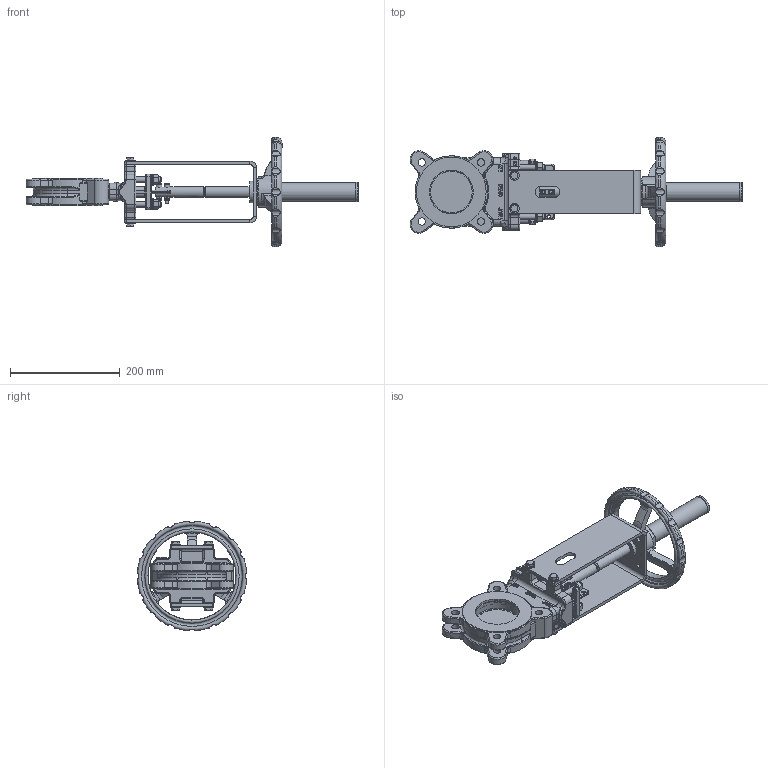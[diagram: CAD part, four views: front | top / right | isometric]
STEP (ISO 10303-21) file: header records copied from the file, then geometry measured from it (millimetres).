
FILE_DESCRIPTION(/* description */ ('Unknown'),/* implementation_level */ '2;1');
FILE_NAME(/* name */ 'ZFI-S-3''''MAUAL RISING',/* time_stamp */ '2023-08-31T15:50:46+05:00',/* author */ ('Unknown'),/* organization */ ('Unknown'),/* preprocessor_version */ 'ST-DEVELOPER v18.102',/* originating_system */ 'Solid Edge',/* authorisation */ 'Unknown');
FILE_SCHEMA (('AUTOMOTIVE_DESIGN {1 0 10303 214 3 1 1}'));
Length unit declared in the file: millimetre
Products named in the file (23): Assembly_ZFI-80 (Soft Seated Full Lug) Rising; C211-03-101-01310_PMP; 80-BA-02-R2 Gate; 80-BA-07-R2 Supporting Bracket; 04-R1 Inlet Seal ZFI-80; 80-Stuffing Seal 8x8; HSHCS (ALLEN BOLT) M6X30L; SPRING WASHER B12; HEX NUT M10; HSSS FP(GRUB) M10X60L; 80-BA-06-R2 Stuffing Plate; SPRING WASHER B10; HEX THIN NUT M30X2P; 80-BA-11-R3 Spindle (Rising); 100-BA-10-R2 Spindle Nut (Rising); 100-BA-38B-R0 Thrust Washer; HEX SCREW M8X20L; Key 8x7x22 Lg.; 14BA-R0 Hand Wheel DI (Rising) DN 100 to 150; 80-BA-22MS-R0 Pipe Cover; 80-BA-03S4-R1 Bend Ring; 100-BA-41P-R0 Cap of Pipe Cover; NYLOCK NUT M6
Assembly tree (45 placements, depth 2):
  Assembly_ZFI-80 (Soft Seated Full Lug) Rising
    C211-03-101-01310_PMP
    80-BA-02-R2 Gate
    80-BA-07-R2 Supporting Bracket
    04-R1 Inlet Seal ZFI-80
    80-Stuffing Seal 8x8  x3
    HSHCS (ALLEN BOLT) M6X30L  x2
    SPRING WASHER B12  x8
    HEX NUT M10  x4
    HSSS FP(GRUB) M10X60L  x4
    80-BA-06-R2 Stuffing Plate
    SPRING WASHER B10  x4
    HEX THIN NUT M30X2P
    80-BA-11-R3 Spindle (Rising)
    100-BA-10-R2 Spindle Nut (Rising)
    100-BA-38B-R0 Thrust Washer
    HEX SCREW M8X20L  x4
    Key 8x7x22 Lg.
    14BA-R0 Hand Wheel DI (Rising) DN 100 to 150
    80-BA-22MS-R0 Pipe Cover
    80-BA-03S4-R1 Bend Ring
    100-BA-41P-R0 Cap of Pipe Cover
    NYLOCK NUT M6  x2
Bounding box: 605.39 x 199.34 x 199.34 mm (x, y, z)
Volume: 1584085.4 mm3; surface area: 517387.4 mm2
Topology: 45 solids, 45 shells, 1734 faces, 4128 edges, 2517 vertices
Faces by surface type: plane 639, cylinder 579, torus 196, bspline 161, cone 143, sphere 16
Full cylindrical faces by diameter (mm): 4.773 x2, 4.917 x4, 4.967 x2, 6 x4, 6.3 x9, 6.4 x2, 6.466 x4, 6.647 x8, 8 x8, 8.376 x4, 8.5 x10, 8.917 x8, 9.5 x2, 10 x6, 13.376 x12, 16 x1, 17.294 x1, 20 x2, 21 x1, 22 x1, 27.835 x1, 28 x1, 28.376 x1, 30 x1, 31.5 x1, 34 x4, 35 x1, 39 x1, 50 x1, 76 x1
Entity records: 50640 total; most frequent: CARTESIAN_POINT 12991, DIRECTION 6367, ORIENTED_EDGE 6274, EDGE_CURVE 3137, AXIS2_PLACEMENT_3D 2571, VERTEX_POINT 2007, FACE_BOUND 1690, EDGE_LOOP 1681
